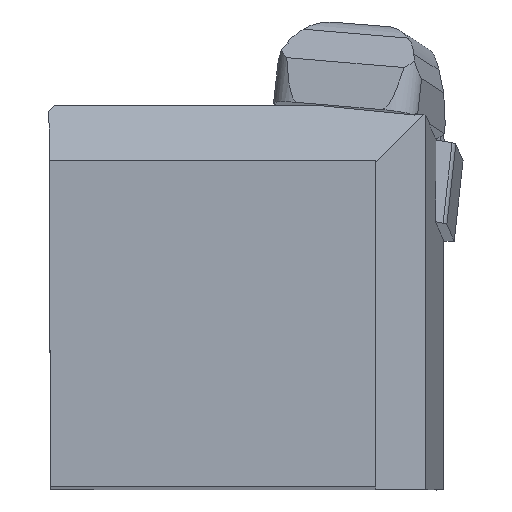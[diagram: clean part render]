
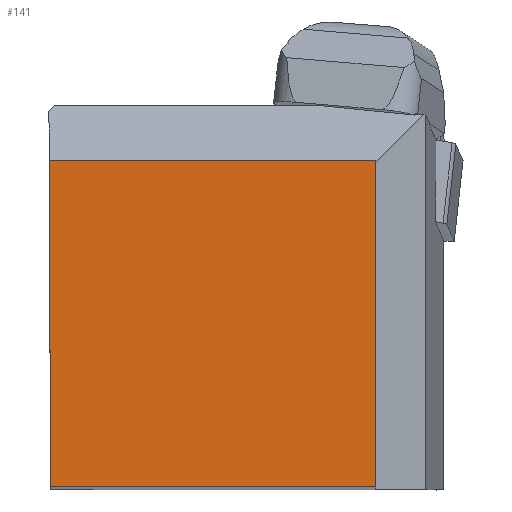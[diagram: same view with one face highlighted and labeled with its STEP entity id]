
A CAD part, top view. The second image highlights one B-rep face of the part: STEP entity #141.
In plain terms, the highlighted planar face has unit normal (0, 0, 1).
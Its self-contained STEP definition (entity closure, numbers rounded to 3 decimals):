
#141=ADVANCED_FACE('BLANK_BOXF006',(#251),#199,.F.);
#199=PLANE('',#1365);
#251=FACE_OUTER_BOUND('',#313,.T.);
#313=EDGE_LOOP('',(#468,#469,#470,#471));
#468=ORIENTED_EDGE('',*,*,#892,.T.);
#469=ORIENTED_EDGE('',*,*,#893,.T.);
#470=ORIENTED_EDGE('',*,*,#881,.T.);
#471=ORIENTED_EDGE('',*,*,#886,.T.);
#755=VERTEX_POINT('',#1956);
#756=VERTEX_POINT('',#1958);
#760=VERTEX_POINT('',#1967);
#764=VERTEX_POINT('',#1980);
#881=EDGE_CURVE('',#756,#755,#1042,.T.);
#886=EDGE_CURVE('',#755,#760,#1047,.T.);
#892=EDGE_CURVE('',#760,#764,#1053,.T.);
#893=EDGE_CURVE('',#764,#756,#1054,.T.);
#1042=LINE('',#1957,#1175);
#1047=LINE('',#1968,#1180);
#1053=LINE('',#1979,#1186);
#1054=LINE('',#1981,#1187);
#1175=VECTOR('',#1538,1.);
#1180=VECTOR('',#1545,1.);
#1186=VECTOR('',#1555,1.);
#1187=VECTOR('',#1556,1.);
#1365=AXIS2_PLACEMENT_3D('',#1982,#1557,#1558);
#1538=DIRECTION('',(0.004,-1.,0.));
#1545=DIRECTION('',(1.,0.,0.));
#1555=DIRECTION('',(0.,1.,0.));
#1556=DIRECTION('',(-1.,0.,0.));
#1557=DIRECTION('',(0.,0.,-1.));
#1558=DIRECTION('',(1.,0.,0.));
#1956=CARTESIAN_POINT('',(0.139,0.,0.));
#1957=CARTESIAN_POINT('',(-0.674,186.348,0.));
#1958=CARTESIAN_POINT('',(0.,31.85,0.));
#1967=CARTESIAN_POINT('',(31.85,0.,0.));
#1968=CARTESIAN_POINT('',(-186.35,0.,0.));
#1979=CARTESIAN_POINT('',(31.85,-186.35,0.));
#1980=CARTESIAN_POINT('',(31.85,31.85,0.));
#1981=CARTESIAN_POINT('',(186.35,31.85,0.));
#1982=CARTESIAN_POINT('',(55.35,-5.,0.));
